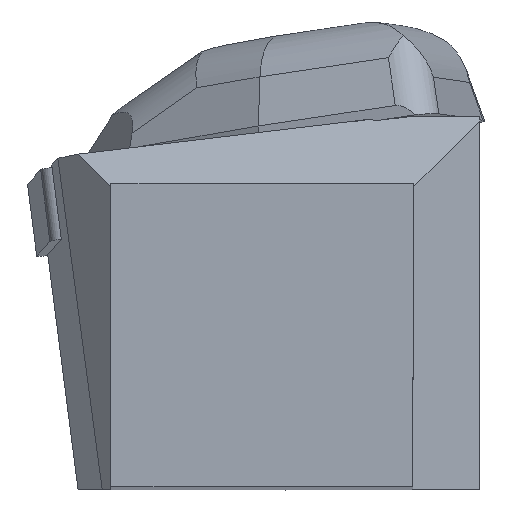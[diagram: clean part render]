
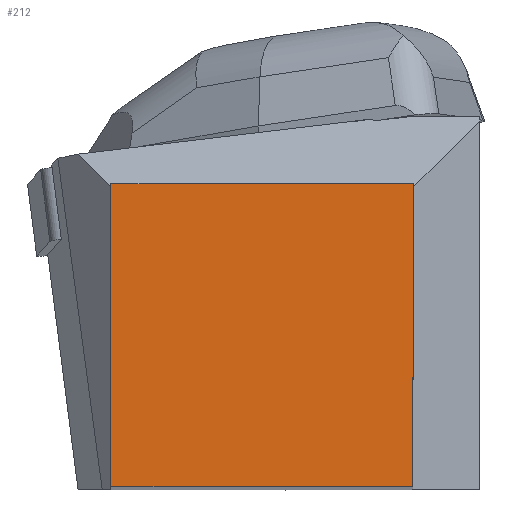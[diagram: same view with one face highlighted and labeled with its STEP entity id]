
A CAD part, top view. The second image highlights one B-rep face of the part: STEP entity #212.
In plain terms, the highlighted planar face has unit normal (0, 0, 1).
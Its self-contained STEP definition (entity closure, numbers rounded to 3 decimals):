
#145=FACE_OUTER_BOUND('',#630,.T.);
#212=ADVANCED_FACE('BLANK_BOXF006',(#145),#273,.F.);
#273=PLANE('',#1484);
#372=LINE('',#2149,#515);
#380=LINE('',#2165,#523);
#381=LINE('',#2167,#524);
#382=LINE('',#2169,#525);
#515=VECTOR('',#1702,1.);
#523=VECTOR('',#1716,1.);
#524=VECTOR('',#1717,1.);
#525=VECTOR('',#1718,1.);
#630=EDGE_LOOP('',(#808,#809,#810,#811));
#808=ORIENTED_EDGE('',*,*,#1256,.F.);
#809=ORIENTED_EDGE('',*,*,#1248,.F.);
#810=ORIENTED_EDGE('',*,*,#1257,.F.);
#811=ORIENTED_EDGE('',*,*,#1258,.F.);
#1108=VERTEX_POINT('',#2148);
#1109=VERTEX_POINT('',#2150);
#1114=VERTEX_POINT('',#2166);
#1115=VERTEX_POINT('',#2168);
#1248=EDGE_CURVE('',#1108,#1109,#372,.T.);
#1256=EDGE_CURVE('',#1109,#1114,#380,.T.);
#1257=EDGE_CURVE('',#1115,#1108,#381,.T.);
#1258=EDGE_CURVE('',#1114,#1115,#382,.T.);
#1484=AXIS2_PLACEMENT_3D('',#2170,#1719,#1720);
#1702=DIRECTION('',(-1.,0.,0.));
#1716=DIRECTION('',(0.,1.,0.));
#1717=DIRECTION('',(-0.004,-1.,0.));
#1718=DIRECTION('',(1.,0.,0.));
#1719=DIRECTION('',(0.,0.,-1.));
#1720=DIRECTION('',(-1.,0.,0.));
#2148=CARTESIAN_POINT('',(-0.087,0.,0.));
#2149=CARTESIAN_POINT('',(138.35,0.,0.));
#2150=CARTESIAN_POINT('',(-19.875,0.,0.));
#2165=CARTESIAN_POINT('',(-19.875,-138.35,0.));
#2166=CARTESIAN_POINT('',(-19.875,19.875,0.));
#2167=CARTESIAN_POINT('',(0.517,138.349,0.));
#2168=CARTESIAN_POINT('',(0.,19.875,0.));
#2169=CARTESIAN_POINT('',(-138.35,19.875,0.));
#2170=CARTESIAN_POINT('',(-37.35,-5.,0.));
